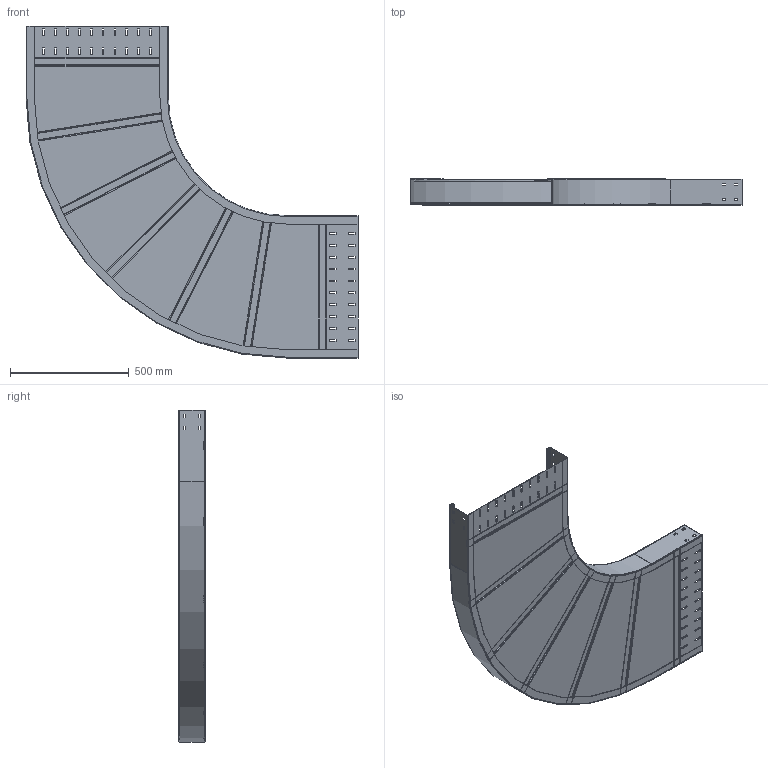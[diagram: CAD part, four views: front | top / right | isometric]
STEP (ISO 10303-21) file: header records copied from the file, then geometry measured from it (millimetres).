
FILE_DESCRIPTION((''),'2;1');
FILE_NAME('6098320_ASM','2012-12-17T',('AndreasKeweloh'),(''),'PRO/ENGINEER BY PARAMETRIC TECHNOLOGY CORPORATION, 2012230','PRO/ENGINEER BY PARAMETRIC TECHNOLOGY CORPORATION, 2012230','');
FILE_SCHEMA(('CONFIG_CONTROL_DESIGN'));
Length unit declared in the file: millimetre
Products named in the file (4): 6098320_BODEN; 6098320_AU_ENHOLM_; 6098320_INNENHOLM; 6098320_ASM
Assembly tree (3 placements, depth 2):
  6098320_ASM
    6098320_BODEN
    6098320_AU_ENHOLM_
    6098320_INNENHOLM
Bounding box: 1400 x 110 x 1400 mm (x, y, z)
Volume: 2896110.5 mm3; surface area: 3481129.9 mm2
Topology: 3 solids, 3 shells, 534 faces, 1548 edges, 1020 vertices
Faces by surface type: cylinder 264, plane 250, torus 12, bspline 8
Entity records: 18435 total; most frequent: CARTESIAN_POINT 3749, ORIENTED_EDGE 3096, DIRECTION 3040, EDGE_CURVE 1548, AXIS2_PLACEMENT_3D 1062, VERTEX_POINT 1020, VECTOR 916, LINE 916
